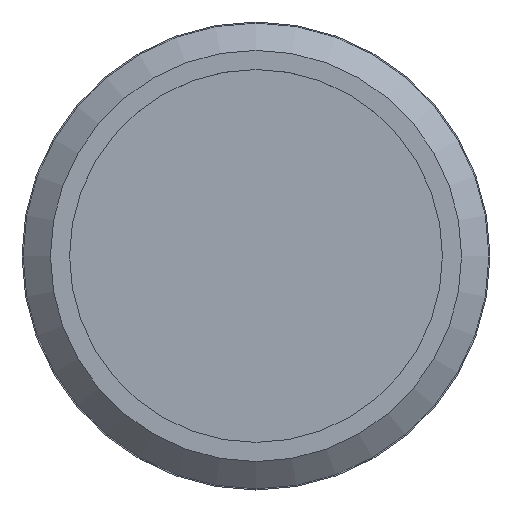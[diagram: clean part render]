
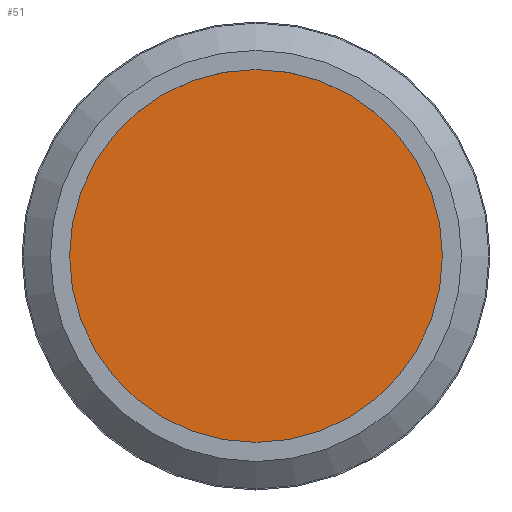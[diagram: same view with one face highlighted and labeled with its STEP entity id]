
A CAD part, top view. The second image highlights one B-rep face of the part: STEP entity #51.
In plain terms, the highlighted planar face has unit normal (0, 0, 1).
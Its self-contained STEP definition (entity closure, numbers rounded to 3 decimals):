
#51 = ADVANCED_FACE( '', ( #109 ), #110, .F. );
#109 = FACE_OUTER_BOUND( '', #174, .T. );
#110 = PLANE( '', #175 );
#174 = EDGE_LOOP( '', ( #245 ) );
#175 = AXIS2_PLACEMENT_3D( '', #246, #247, #248 );
#245 = ORIENTED_EDGE( '', *, *, #313, .T. );
#246 = CARTESIAN_POINT( '', ( 24.5, 0., 7.8 ) );
#247 = DIRECTION( '', ( 0., 0., -1. ) );
#248 = DIRECTION( '', ( -1., 0., 0. ) );
#313 = EDGE_CURVE( '', #351, #351, #352, .T. );
#351 = VERTEX_POINT( '', #394 );
#352 = CIRCLE( '', #395, 24.5 );
#394 = CARTESIAN_POINT( '', ( 24.5, 0., 7.8 ) );
#395 = AXIS2_PLACEMENT_3D( '', #439, #440, #441 );
#439 = CARTESIAN_POINT( '', ( 0., 0., 7.8 ) );
#440 = DIRECTION( '', ( 0., 0., 1. ) );
#441 = DIRECTION( '', ( 1., 0., 0. ) );
